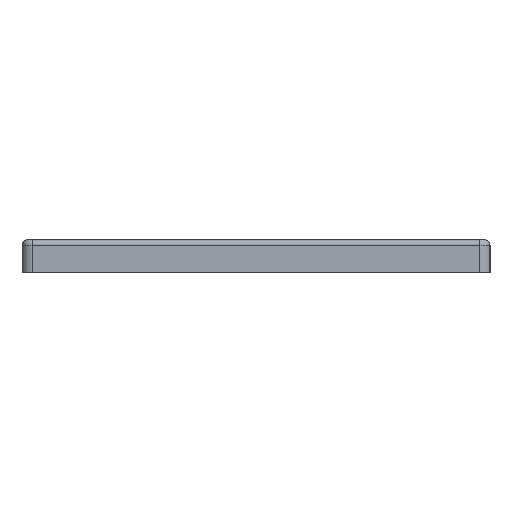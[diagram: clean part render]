
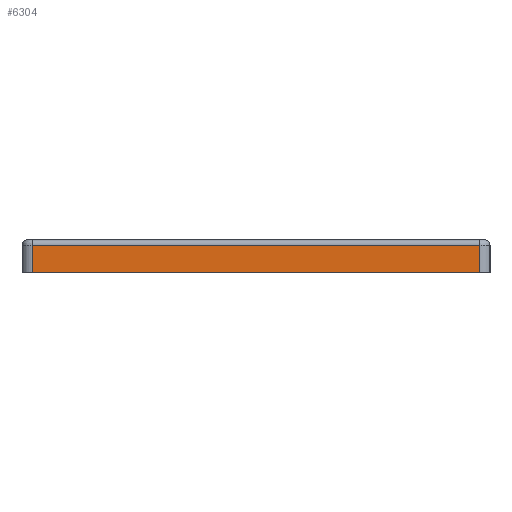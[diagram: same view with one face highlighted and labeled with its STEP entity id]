
A CAD part, left-side view. The second image highlights one B-rep face of the part: STEP entity #6304.
In plain terms, the highlighted planar face has unit normal (-1, 0, 0).
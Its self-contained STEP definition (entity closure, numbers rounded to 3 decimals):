
#155=PLANE('',#6796);
#369=FACE_OUTER_BOUND('',#743,.T.);
#743=EDGE_LOOP('',(#4619,#4620,#4621,#4622));
#1129=LINE('',#9587,#1758);
#1196=LINE('',#9894,#1825);
#1198=LINE('',#9908,#1827);
#1200=LINE('',#9911,#1829);
#1758=VECTOR('',#7538,10.);
#1825=VECTOR('',#7817,10.);
#1827=VECTOR('',#7825,10.);
#1829=VECTOR('',#7829,10.);
#2754=VERTEX_POINT('',#9584);
#2755=VERTEX_POINT('',#9586);
#2833=VERTEX_POINT('',#9886);
#2835=VERTEX_POINT('',#9892);
#3376=EDGE_CURVE('',#2754,#2755,#1129,.T.);
#3503=EDGE_CURVE('',#2835,#2833,#1196,.T.);
#3507=EDGE_CURVE('',#2833,#2754,#1198,.T.);
#3509=EDGE_CURVE('',#2755,#2835,#1200,.T.);
#4619=ORIENTED_EDGE('',*,*,#3503,.F.);
#4620=ORIENTED_EDGE('',*,*,#3509,.F.);
#4621=ORIENTED_EDGE('',*,*,#3376,.F.);
#4622=ORIENTED_EDGE('',*,*,#3507,.F.);
#6304=ADVANCED_FACE('',(#369),#155,.T.);
#6796=AXIS2_PLACEMENT_3D('',#9910,#7827,#7828);
#7538=DIRECTION('',(0.,1.,0.));
#7817=DIRECTION('',(0.,-1.,0.));
#7825=DIRECTION('',(0.,0.,-1.));
#7827=DIRECTION('center_axis',(-1.,0.,0.));
#7828=DIRECTION('ref_axis',(0.,1.,0.));
#7829=DIRECTION('',(0.,0.,1.));
#9584=CARTESIAN_POINT('',(-4.475,-123.01,8.2));
#9586=CARTESIAN_POINT('',(-4.475,5.475,8.2));
#9587=CARTESIAN_POINT('',(-4.475,-126.01,8.2));
#9886=CARTESIAN_POINT('',(-4.475,-123.01,16.));
#9892=CARTESIAN_POINT('',(-4.475,5.475,16.));
#9894=CARTESIAN_POINT('',(-4.475,-92.388,16.));
#9908=CARTESIAN_POINT('',(-4.475,-123.01,17.5));
#9910=CARTESIAN_POINT('Origin',(-4.475,-126.01,17.5));
#9911=CARTESIAN_POINT('',(-4.475,5.475,17.5));
